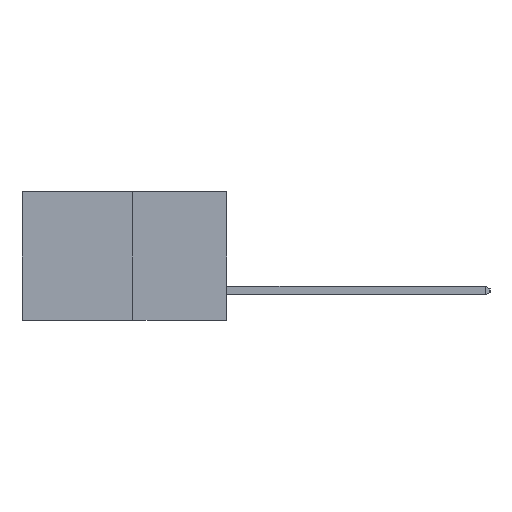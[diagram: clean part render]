
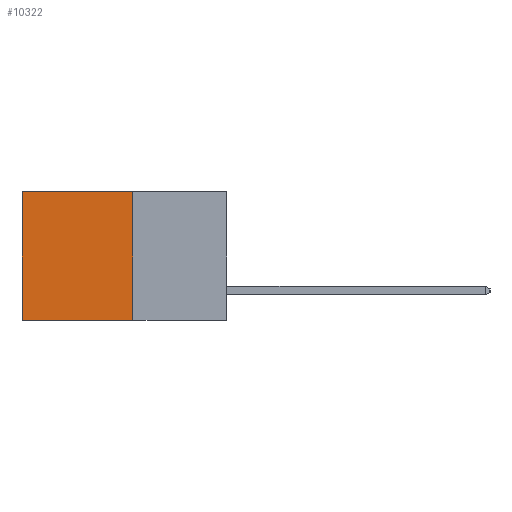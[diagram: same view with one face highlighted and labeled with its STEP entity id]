
A CAD part, left-side view. The second image highlights one B-rep face of the part: STEP entity #10322.
In plain terms, the highlighted planar face has unit normal (-1, 0, 0).
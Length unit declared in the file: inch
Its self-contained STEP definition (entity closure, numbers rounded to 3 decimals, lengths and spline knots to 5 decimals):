
#1109 = DIRECTION ( 'NONE',  ( 0., 1., 0. ) ) ;
#1748 = LINE ( 'NONE', #6866, #16552 ) ;
#1760 = VECTOR ( 'NONE', #9809, 39.37008 ) ;
#2429 = ORIENTED_EDGE ( 'NONE', *, *, #4148, .T. ) ;
#2466 = ORIENTED_EDGE ( 'NONE', *, *, #18171, .T. ) ;
#2735 = CARTESIAN_POINT ( 'NONE',  ( 0.277, 0.27, 0. ) ) ;
#2962 = EDGE_LOOP ( 'NONE', ( #2466, #9747, #18503, #2429 ) ) ;
#2968 = DIRECTION ( 'NONE',  ( 0., 1., 0. ) ) ;
#4148 = EDGE_CURVE ( 'NONE', #17590, #12345, #8520, .T. ) ;
#4932 = CARTESIAN_POINT ( 'NONE',  ( 0.277, 0.27, -0.37 ) ) ;
#5622 = LINE ( 'NONE', #8324, #1760 ) ;
#5850 = VERTEX_POINT ( 'NONE', #15922 ) ;
#6368 = DIRECTION ( 'NONE',  ( 0., 0., -1. ) ) ;
#6866 = CARTESIAN_POINT ( 'NONE',  ( 0.277, 0.27, -0.37 ) ) ;
#7783 = CARTESIAN_POINT ( 'NONE',  ( 0.277, 0.59, 0. ) ) ;
#8324 = CARTESIAN_POINT ( 'NONE',  ( 0.277, 0.59, -0.37 ) ) ;
#8520 = LINE ( 'NONE', #2735, #12308 ) ;
#9184 = PLANE ( 'NONE',  #16206 ) ;
#9407 = FACE_OUTER_BOUND ( 'NONE', #2962, .T. ) ;
#9486 = VECTOR ( 'NONE', #14268, 39.37008 ) ;
#9747 = ORIENTED_EDGE ( 'NONE', *, *, #10545, .F. ) ;
#9809 = DIRECTION ( 'NONE',  ( 0., 0., -1. ) ) ;
#9915 = LINE ( 'NONE', #12857, #9486 ) ;
#10322 = ADVANCED_FACE ( 'NONE', ( #9407 ), #9184, .F. ) ;
#10545 = EDGE_CURVE ( 'NONE', #5850, #16037, #1748, .T. ) ;
#12308 = VECTOR ( 'NONE', #2968, 39.37008 ) ;
#12345 = VERTEX_POINT ( 'NONE', #7783 ) ;
#12857 = CARTESIAN_POINT ( 'NONE',  ( 0.277, 0.27, -0.37 ) ) ;
#13652 = EDGE_CURVE ( 'NONE', #17590, #5850, #9915, .T. ) ;
#14268 = DIRECTION ( 'NONE',  ( 0., 0., -1. ) ) ;
#14367 = CARTESIAN_POINT ( 'NONE',  ( 0.277, 0.59, -0.37 ) ) ;
#14902 = DIRECTION ( 'NONE',  ( 1., 0., 0. ) ) ;
#15922 = CARTESIAN_POINT ( 'NONE',  ( 0.277, 0.27, -0.37 ) ) ;
#16037 = VERTEX_POINT ( 'NONE', #14367 ) ;
#16206 = AXIS2_PLACEMENT_3D ( 'NONE', #4932, #14902, #6368 ) ;
#16552 = VECTOR ( 'NONE', #1109, 39.37008 ) ;
#16663 = CARTESIAN_POINT ( 'NONE',  ( 0.277, 0.27, 0. ) ) ;
#17590 = VERTEX_POINT ( 'NONE', #16663 ) ;
#18171 = EDGE_CURVE ( 'NONE', #12345, #16037, #5622, .T. ) ;
#18503 = ORIENTED_EDGE ( 'NONE', *, *, #13652, .F. ) ;
